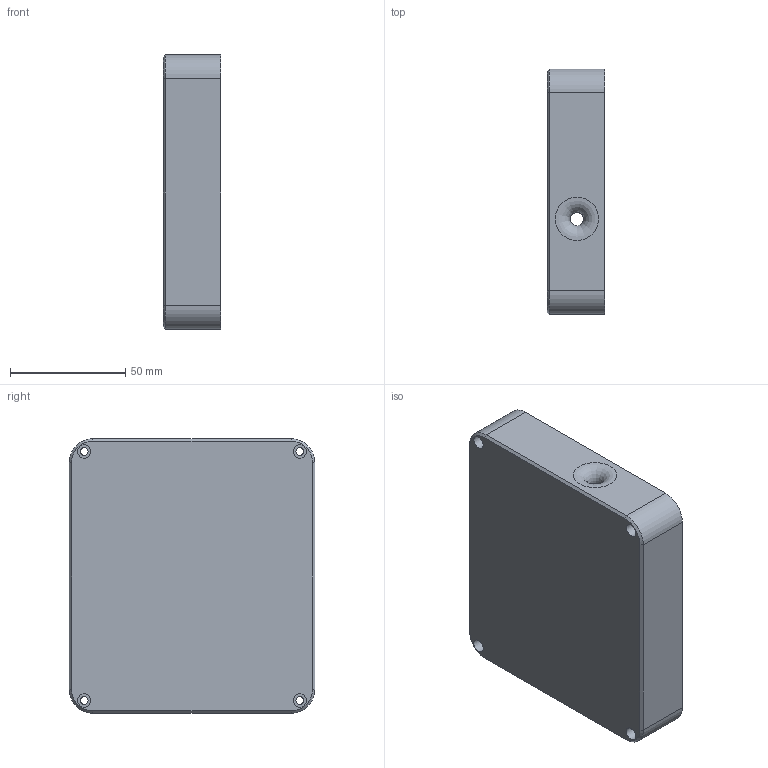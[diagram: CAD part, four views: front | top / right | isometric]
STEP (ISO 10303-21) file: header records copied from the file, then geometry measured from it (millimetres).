
FILE_DESCRIPTION(/* description */ (''),/* implementation_level */ '2;1');
FILE_NAME(/* name */ 'Case_V1.3_LHalf_Vented.step.step',/* time_stamp */ '2026-01-28T13:09:26-05:00',/* author */ (''),/* organization */ (''),/* preprocessor_version */ 'ST-DEVELOPER v20.1',/* originating_system */ 'Autodesk Translation Framework v14.24.0.0',/* authorisation */ '');
FILE_SCHEMA (('AUTOMOTIVE_DESIGN { 1 0 10303 214 3 1 1 }'));
Length unit declared in the file: millimetre
Products named in the file (1): 2026-01-28-13-09-26-639
Bounding box: 25 x 106.5 x 119 mm (x, y, z)
Volume: 262600.5 mm3; surface area: 42449.5 mm2
Topology: 1 solids, 1 shells, 46 faces, 109 edges, 69 vertices
Faces by surface type: plane 22, cylinder 15, bspline 5, cone 4
Full cylindrical faces by diameter (mm): 3.3 x4, 5.75 x4, 5.831 x2
Entity records: 2546 total; most frequent: CARTESIAN_POINT 1423, DIRECTION 223, ORIENTED_EDGE 218, EDGE_CURVE 109, AXIS2_PLACEMENT_3D 81, VERTEX_POINT 69, EDGE_LOOP 62, LINE 61
